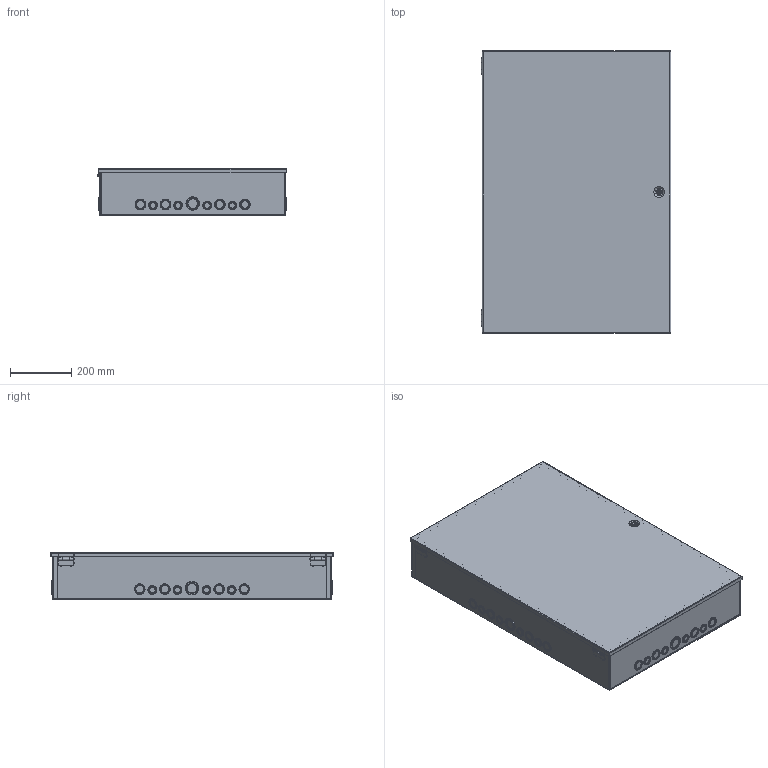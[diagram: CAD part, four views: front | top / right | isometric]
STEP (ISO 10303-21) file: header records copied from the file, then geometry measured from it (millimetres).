
FILE_DESCRIPTION (( 'STEP AP203' ), '1' );
FILE_NAME ('CHKO36246_Default.step', '2019-11-13T14:33:11', ( '' ), ( '' ), 'SwSTEP 2.0', 'SolidWorks 2019', '' );
FILE_SCHEMA (( 'CONFIG_CONTROL_DESIGN' ));
Length unit declared in the file: inch
Products named in the file (1): CHKO36246_Default
Bounding box: 620.94 x 923.92 x 155.78 mm (x, y, z)
Volume: 3105402.5 mm3; surface area: 3415609.7 mm2
Topology: 12 solids, 12 shells, 919 faces, 2101 edges, 1366 vertices
Faces by surface type: cylinder 460, plane 416, bspline 24, cone 15, torus 4
Entity records: 27611 total; most frequent: CARTESIAN_POINT 6056, DIRECTION 4778, ORIENTED_EDGE 4186, EDGE_CURVE 2093, AXIS2_PLACEMENT_3D 1866, VERTEX_POINT 1366, EDGE_LOOP 1107, LINE 1046
